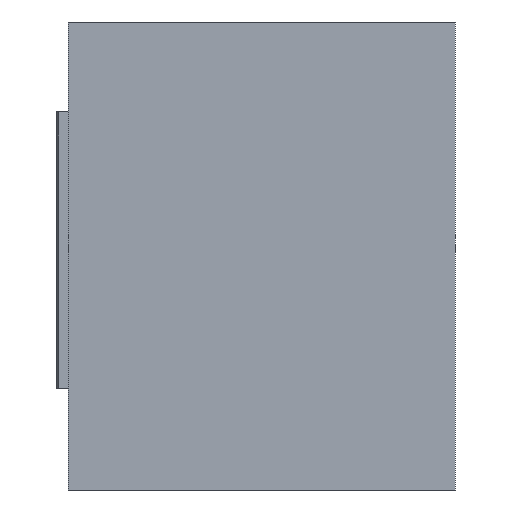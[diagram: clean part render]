
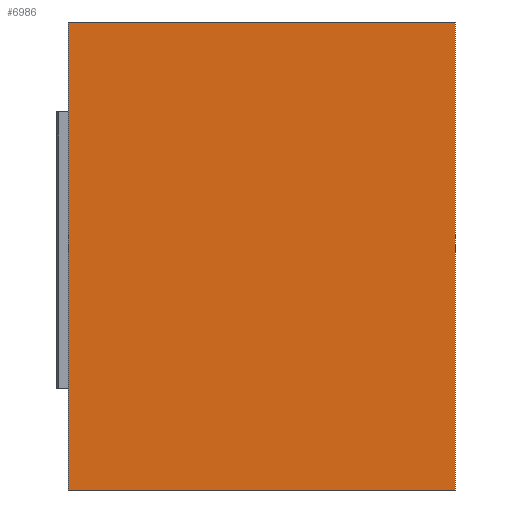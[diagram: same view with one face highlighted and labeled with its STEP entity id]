
A CAD part, left-side view. The second image highlights one B-rep face of the part: STEP entity #6986.
In plain terms, the highlighted planar face has unit normal (-1, 0, 0).
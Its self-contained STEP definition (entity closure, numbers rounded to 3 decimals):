
#27 = ORIENTED_EDGE ( 'NONE', *, *, #160, .T. ) ;
#145 = DIRECTION ( 'NONE',  ( 0., 1., 0. ) ) ;
#160 = EDGE_CURVE ( 'NONE', #312, #246, #2854, .T. ) ;
#178 = CARTESIAN_POINT ( 'NONE',  ( 6.5, 6.573, 0. ) ) ;
#246 = VERTEX_POINT ( 'NONE', #2012 ) ;
#312 = VERTEX_POINT ( 'NONE', #1662 ) ;
#1662 = CARTESIAN_POINT ( 'NONE',  ( 6.5, 6.573, 308. ) ) ;
#1715 = EDGE_CURVE ( 'NONE', #312, #4694, #3026, .T. ) ;
#1803 = CARTESIAN_POINT ( 'NONE',  ( 6.5, 0., 308. ) ) ;
#1819 = CARTESIAN_POINT ( 'NONE',  ( 6.5, 0., 308. ) ) ;
#1851 = AXIS2_PLACEMENT_3D ( 'NONE', #1803, #4202, #6603 ) ;
#2012 = CARTESIAN_POINT ( 'NONE',  ( 6.5, 261.373, 308. ) ) ;
#2559 = EDGE_LOOP ( 'NONE', ( #6278, #6215, #27, #7596 ) ) ;
#2854 = LINE ( 'NONE', #1819, #7439 ) ;
#3026 = LINE ( 'NONE', #6580, #6734 ) ;
#3452 = CARTESIAN_POINT ( 'NONE',  ( 6.5, 261.373, 0. ) ) ;
#3467 = DIRECTION ( 'NONE',  ( 0., 0., -1. ) ) ;
#3545 = VECTOR ( 'NONE', #3467, 1000. ) ;
#3568 = EDGE_CURVE ( 'NONE', #246, #7119, #7490, .T. ) ;
#4202 = DIRECTION ( 'NONE',  ( -1., 0., 0. ) ) ;
#4203 = EDGE_CURVE ( 'NONE', #4694, #7119, #5455, .T. ) ;
#4223 = DIRECTION ( 'NONE',  ( 0., 1., 0. ) ) ;
#4694 = VERTEX_POINT ( 'NONE', #178 ) ;
#4797 = FACE_OUTER_BOUND ( 'NONE', #2559, .T. ) ;
#4875 = CARTESIAN_POINT ( 'NONE',  ( 6.5, 0., 0. ) ) ;
#5322 = DIRECTION ( 'NONE',  ( 0., 0., -1. ) ) ;
#5455 = LINE ( 'NONE', #4875, #7589 ) ;
#5827 = CARTESIAN_POINT ( 'NONE',  ( 6.5, 261.373, 308. ) ) ;
#6215 = ORIENTED_EDGE ( 'NONE', *, *, #1715, .F. ) ;
#6278 = ORIENTED_EDGE ( 'NONE', *, *, #4203, .F. ) ;
#6580 = CARTESIAN_POINT ( 'NONE',  ( 6.5, 6.573, 308. ) ) ;
#6603 = DIRECTION ( 'NONE',  ( 0., 0., 1. ) ) ;
#6734 = VECTOR ( 'NONE', #5322, 1000. ) ;
#6986 = ADVANCED_FACE ( 'NONE', ( #4797 ), #7199, .T. ) ;
#7119 = VERTEX_POINT ( 'NONE', #3452 ) ;
#7199 = PLANE ( 'NONE',  #1851 ) ;
#7439 = VECTOR ( 'NONE', #4223, 1000. ) ;
#7490 = LINE ( 'NONE', #5827, #3545 ) ;
#7589 = VECTOR ( 'NONE', #145, 1000. ) ;
#7596 = ORIENTED_EDGE ( 'NONE', *, *, #3568, .T. ) ;
